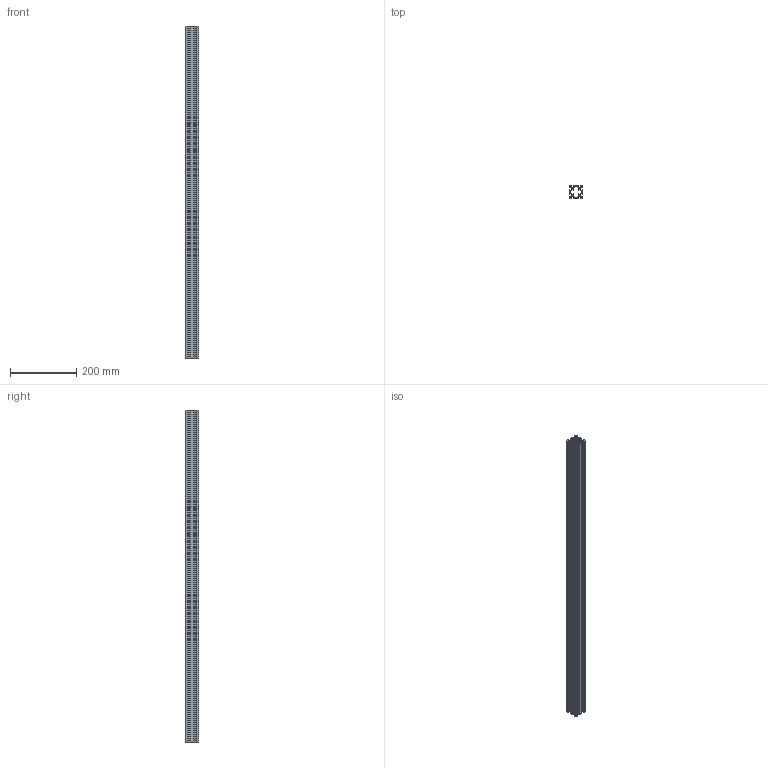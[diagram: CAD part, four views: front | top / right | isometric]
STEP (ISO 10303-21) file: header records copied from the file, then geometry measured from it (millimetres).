
FILE_DESCRIPTION (( 'STEP AP203' ), '1' );
FILE_NAME ('V-Slot 40x40x1000 Linear Rail.step', '2015-07-29T19:34:12', ( '' ), ( '' ), 'SwSTEP 2.0', 'SolidWorks 2014', '' );
FILE_SCHEMA (( 'CONFIG_CONTROL_DESIGN' ));
Length unit declared in the file: millimetre
Products named in the file (1): V-Slot 40x40x1000 Linear Rail
Bounding box: 40 x 40 x 1000 mm (x, y, z)
Volume: 458462.7 mm3; surface area: 473636.3 mm2
Topology: 1 solids, 1 shells, 170 faces, 504 edges, 336 vertices
Faces by surface type: plane 158, cylinder 12
Entity records: 5689 total; most frequent: CARTESIAN_POINT 1011, ORIENTED_EDGE 1008, DIRECTION 870, EDGE_CURVE 504, LINE 480, VECTOR 480, VERTEX_POINT 336, AXIS2_PLACEMENT_3D 195
